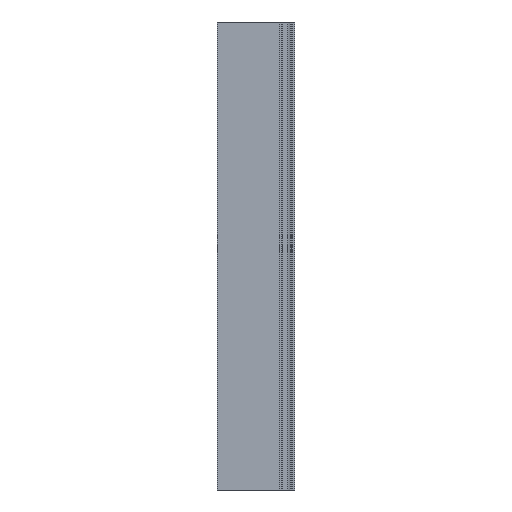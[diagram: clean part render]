
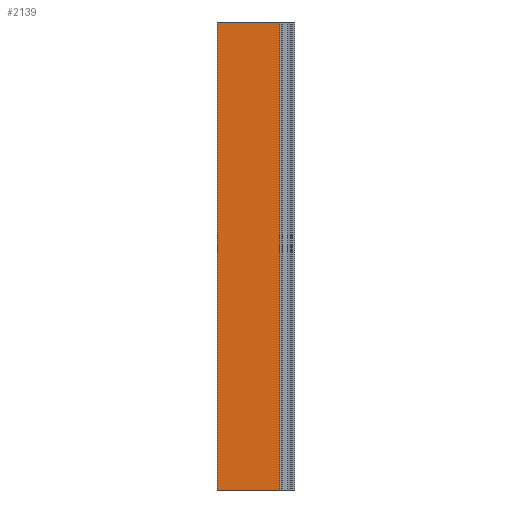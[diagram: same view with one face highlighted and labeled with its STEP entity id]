
A CAD part, left-side view. The second image highlights one B-rep face of the part: STEP entity #2139.
In plain terms, the highlighted planar face has unit normal (-1, 0, 0).
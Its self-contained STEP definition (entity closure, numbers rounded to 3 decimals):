
#37 = VECTOR ( 'NONE', #1107, 1000. ) ;
#39 = DIRECTION ( 'NONE',  ( 0., 0., 1. ) ) ;
#61 = CARTESIAN_POINT ( 'NONE',  ( -2.65, 0., 0. ) ) ;
#84 = CARTESIAN_POINT ( 'NONE',  ( -2.65, 0., -40.379 ) ) ;
#102 = DIRECTION ( 'NONE',  ( -1., 0., 0. ) ) ;
#124 = FACE_OUTER_BOUND ( 'NONE', #557, .T. ) ;
#222 = EDGE_CURVE ( 'NONE', #774, #350, #1458, .T. ) ;
#248 = ORIENTED_EDGE ( 'NONE', *, *, #1088, .T. ) ;
#307 = DIRECTION ( 'NONE',  ( 0., 1., 0. ) ) ;
#350 = VERTEX_POINT ( 'NONE', #61 ) ;
#402 = VECTOR ( 'NONE', #922, 1000. ) ;
#557 = EDGE_LOOP ( 'NONE', ( #248, #707, #1808, #972 ) ) ;
#570 = LINE ( 'NONE', #1831, #1339 ) ;
#707 = ORIENTED_EDGE ( 'NONE', *, *, #1761, .T. ) ;
#723 = CARTESIAN_POINT ( 'NONE',  ( -2.65, 40.03, 0. ) ) ;
#774 = VERTEX_POINT ( 'NONE', #723 ) ;
#922 = DIRECTION ( 'NONE',  ( 0., -1., 0. ) ) ;
#972 = ORIENTED_EDGE ( 'NONE', *, *, #222, .T. ) ;
#1017 = CARTESIAN_POINT ( 'NONE',  ( -2.65, 40.03, 300. ) ) ;
#1088 = EDGE_CURVE ( 'NONE', #350, #1509, #1635, .T. ) ;
#1107 = DIRECTION ( 'NONE',  ( 0., 0., -1. ) ) ;
#1162 = CARTESIAN_POINT ( 'NONE',  ( -2.65, 0., 0. ) ) ;
#1271 = AXIS2_PLACEMENT_3D ( 'NONE', #1420, #102, #1640 ) ;
#1339 = VECTOR ( 'NONE', #307, 1000. ) ;
#1420 = CARTESIAN_POINT ( 'NONE',  ( -2.65, 0., -40.379 ) ) ;
#1458 = LINE ( 'NONE', #1162, #402 ) ;
#1491 = LINE ( 'NONE', #1502, #37 ) ;
#1502 = CARTESIAN_POINT ( 'NONE',  ( -2.65, 40.03, -40.379 ) ) ;
#1509 = VERTEX_POINT ( 'NONE', #2798 ) ;
#1594 = EDGE_CURVE ( 'NONE', #2291, #774, #1491, .T. ) ;
#1628 = PLANE ( 'NONE',  #1271 ) ;
#1635 = LINE ( 'NONE', #84, #2624 ) ;
#1640 = DIRECTION ( 'NONE',  ( 0., 0., 1. ) ) ;
#1761 = EDGE_CURVE ( 'NONE', #1509, #2291, #570, .T. ) ;
#1808 = ORIENTED_EDGE ( 'NONE', *, *, #1594, .T. ) ;
#1831 = CARTESIAN_POINT ( 'NONE',  ( -2.65, 0., 300. ) ) ;
#2139 = ADVANCED_FACE ( 'NONE', ( #124 ), #1628, .T. ) ;
#2291 = VERTEX_POINT ( 'NONE', #1017 ) ;
#2624 = VECTOR ( 'NONE', #39, 1000. ) ;
#2798 = CARTESIAN_POINT ( 'NONE',  ( -2.65, 0., 300. ) ) ;
